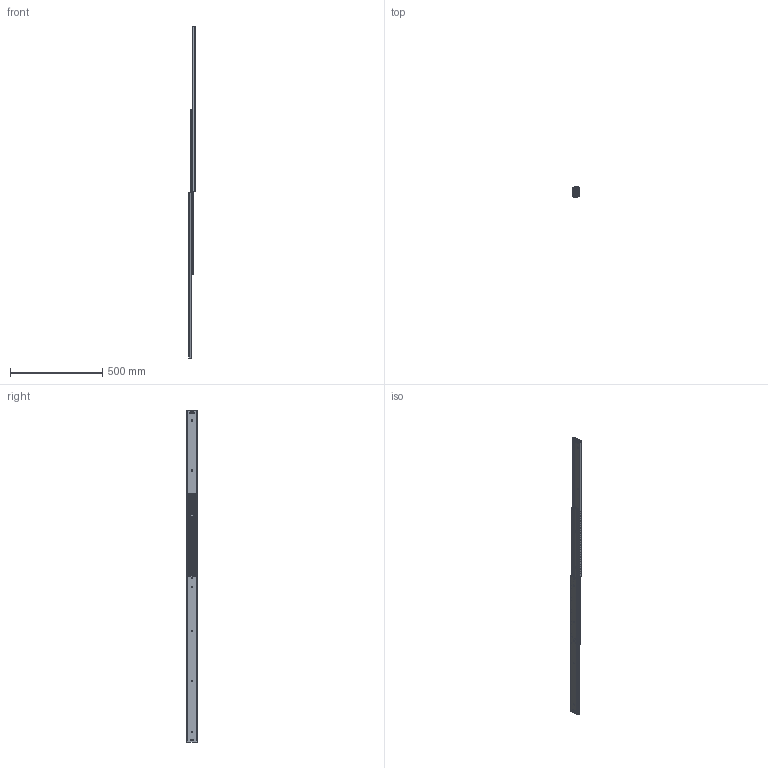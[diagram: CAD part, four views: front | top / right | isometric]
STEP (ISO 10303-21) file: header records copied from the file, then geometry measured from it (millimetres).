
FILE_DESCRIPTION(/* description */ ('Vollauszug Serie 048 900x904'),/* implementation_level */ '2;1');
FILE_NAME(/* name */ '07000067001.stp',/* time_stamp */ '2020-06-18T15:02:18+02:00',/* author */ ('Dennis Bruder'),/* organization */ (''),/* preprocessor_version */ 'ST-DEVELOPER v18',/* originating_system */ 'Autodesk Inventor 2020',/* authorisation */ '');
FILE_SCHEMA (('AUTOMOTIVE_DESIGN { 1 0 10303 214 3 1 1 }'));
Products named in the file (1): 07000067001
Bounding box: 36 x 57.38 x 1804 mm (x, y, z)
Volume: 555827.1 mm3; surface area: 717479 mm2
Topology: 144 solids, 144 shells, 5248 faces, 15388 edges, 10196 vertices
Faces by surface type: plane 2290, cylinder 1194, cone 700, torus 560, bspline 388, sphere 116
Full cylindrical faces by diameter (mm): 1.5 x4, 2.8 x12, 3.5 x16, 4 x12, 4.2 x24, 4.5 x10, 4.6 x10, 5 x2, 5.3 x2, 5.5 x2, 5.9 x4, 6 x2, 8 x8, 12 x4
Entity records: 229145 total; most frequent: CARTESIAN_POINT 90891, ORIENTED_EDGE 30296, DIRECTION 25062, EDGE_CURVE 15148, VERTEX_POINT 10196, AXIS2_PLACEMENT_3D 9047, LINE 6968, VECTOR 6968
